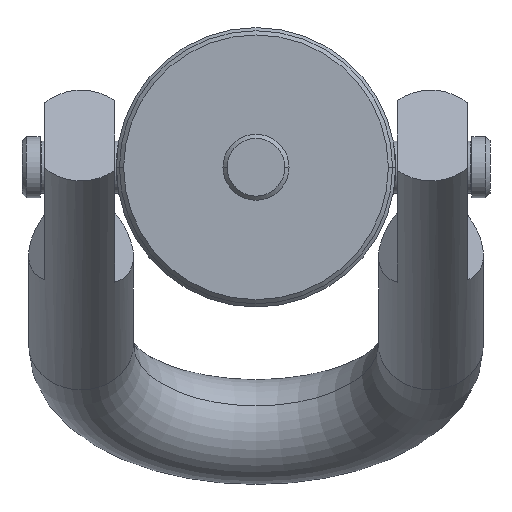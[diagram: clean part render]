
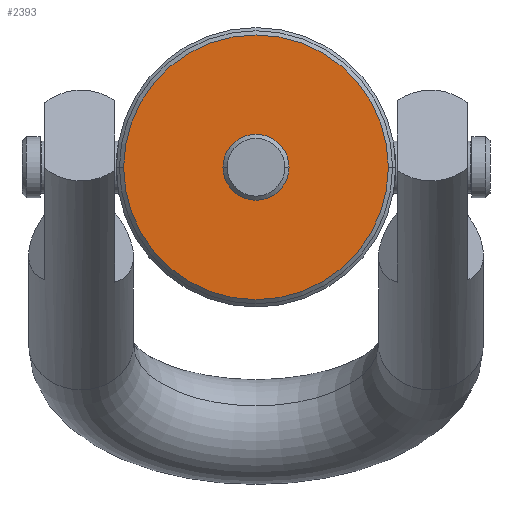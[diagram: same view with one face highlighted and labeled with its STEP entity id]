
A CAD part, front view. The second image highlights one B-rep face of the part: STEP entity #2393.
In plain terms, the highlighted planar face has unit normal (0, -1, 0).
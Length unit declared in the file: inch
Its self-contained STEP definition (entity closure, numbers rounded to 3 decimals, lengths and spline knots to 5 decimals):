
#533=CARTESIAN_POINT('',(0.,-0.67,0.));
#534=DIRECTION('',(0.,-1.,0.));
#535=DIRECTION('',(-1.,0.,0.));
#536=AXIS2_PLACEMENT_3D('',#533,#534,#535);
#543=CARTESIAN_POINT('',(0.,-0.67,0.));
#544=DIRECTION('',(0.,1.,0.));
#545=DIRECTION('',(-1.,0.,0.));
#546=AXIS2_PLACEMENT_3D('',#543,#544,#545);
#1577=CARTESIAN_POINT('',(-0.9475,-0.67,0.));
#1578=CARTESIAN_POINT('',(0.9475,-0.67,0.));
#1579=VERTEX_POINT('',#1577);
#1580=VERTEX_POINT('',#1578);
#2383=CARTESIAN_POINT('',(0.,-0.67,0.));
#2384=DIRECTION('',(0.,1.,0.));
#2385=DIRECTION('',(1.,0.,0.));
#2386=AXIS2_PLACEMENT_3D('',#2383,#2384,#2385);
#2387=PLANE('',#2386);
#2388=ORIENTED_EDGE('',*,*,#2373,.F.);
#2390=ORIENTED_EDGE('',*,*,#2389,.T.);
#2391=EDGE_LOOP('',(#2388,#2390));
#2392=FACE_OUTER_BOUND('',#2391,.F.);
#2393=ADVANCED_FACE('',(#2392),#2387,.F.);
#537=CIRCLE('',#536,0.9475);
#547=CIRCLE('',#546,0.9475);
#2373=EDGE_CURVE('',#1579,#1580,#537,.T.);
#2389=EDGE_CURVE('',#1579,#1580,#547,.T.);
